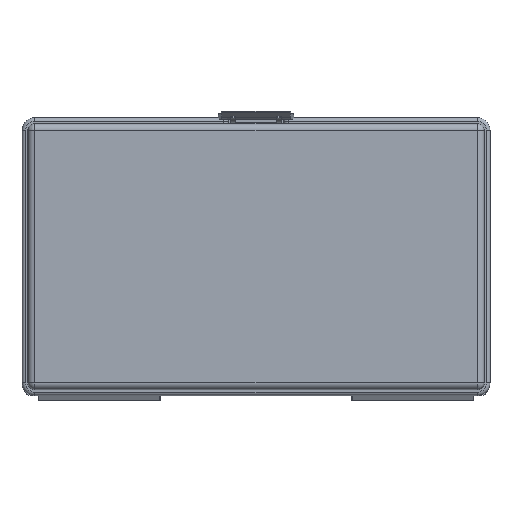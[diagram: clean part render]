
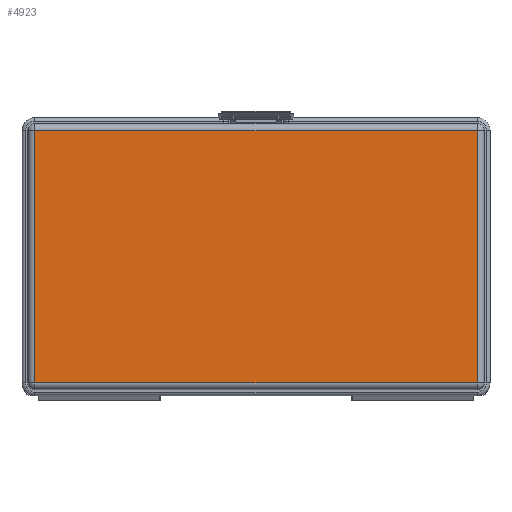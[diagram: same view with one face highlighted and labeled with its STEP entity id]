
A CAD part, front view. The second image highlights one B-rep face of the part: STEP entity #4923.
In plain terms, the highlighted planar face has unit normal (0, -1, 0).
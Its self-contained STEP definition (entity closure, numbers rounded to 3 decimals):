
#327 = CARTESIAN_POINT ( 'NONE',  ( 64., -23., 36.5 ) ) ;
#378 = DIRECTION ( 'NONE',  ( 0., 0., -1. ) ) ;
#392 = EDGE_CURVE ( 'NONE', #4445, #2745, #847, .T. ) ;
#536 = CARTESIAN_POINT ( 'NONE',  ( 0., -23., 0. ) ) ;
#847 = LINE ( 'NONE', #3249, #6899 ) ;
#904 = VECTOR ( 'NONE', #4919, 1000. ) ;
#1312 = CARTESIAN_POINT ( 'NONE',  ( -64., -23., -36.5 ) ) ;
#1498 = CARTESIAN_POINT ( 'NONE',  ( 64., -23., -36.5 ) ) ;
#1545 = VERTEX_POINT ( 'NONE', #4682 ) ;
#1731 = LINE ( 'NONE', #2880, #2269 ) ;
#2029 = ORIENTED_EDGE ( 'NONE', *, *, #3384, .T. ) ;
#2269 = VECTOR ( 'NONE', #7515, 1000. ) ;
#2291 = FACE_OUTER_BOUND ( 'NONE', #6029, .T. ) ;
#2618 = EDGE_CURVE ( 'NONE', #1545, #6260, #1731, .T. ) ;
#2678 = AXIS2_PLACEMENT_3D ( 'NONE', #536, #2869, #6430 ) ;
#2745 = VERTEX_POINT ( 'NONE', #1312 ) ;
#2806 = DIRECTION ( 'NONE',  ( -1., 0., 0. ) ) ;
#2869 = DIRECTION ( 'NONE',  ( 0., -1., 0. ) ) ;
#2880 = CARTESIAN_POINT ( 'NONE',  ( 64., -23., 36.5 ) ) ;
#3064 = VECTOR ( 'NONE', #2806, 1000. ) ;
#3249 = CARTESIAN_POINT ( 'NONE',  ( -64., -23., -36.5 ) ) ;
#3384 = EDGE_CURVE ( 'NONE', #6260, #4445, #5076, .T. ) ;
#3790 = ORIENTED_EDGE ( 'NONE', *, *, #2618, .T. ) ;
#4394 = ORIENTED_EDGE ( 'NONE', *, *, #392, .T. ) ;
#4445 = VERTEX_POINT ( 'NONE', #4867 ) ;
#4682 = CARTESIAN_POINT ( 'NONE',  ( 64., -23., -36.5 ) ) ;
#4867 = CARTESIAN_POINT ( 'NONE',  ( -64., -23., 36.5 ) ) ;
#4919 = DIRECTION ( 'NONE',  ( 1., 0., 0. ) ) ;
#4923 = ADVANCED_FACE ( 'NONE', ( #2291 ), #6850, .T. ) ;
#5076 = LINE ( 'NONE', #7401, #3064 ) ;
#5326 = ORIENTED_EDGE ( 'NONE', *, *, #7240, .T. ) ;
#5447 = LINE ( 'NONE', #1498, #904 ) ;
#6029 = EDGE_LOOP ( 'NONE', ( #3790, #2029, #4394, #5326 ) ) ;
#6260 = VERTEX_POINT ( 'NONE', #327 ) ;
#6430 = DIRECTION ( 'NONE',  ( 0., 0., -1. ) ) ;
#6850 = PLANE ( 'NONE',  #2678 ) ;
#6899 = VECTOR ( 'NONE', #378, 1000. ) ;
#7240 = EDGE_CURVE ( 'NONE', #2745, #1545, #5447, .T. ) ;
#7401 = CARTESIAN_POINT ( 'NONE',  ( -64., -23., 36.5 ) ) ;
#7515 = DIRECTION ( 'NONE',  ( 0., 0., 1. ) ) ;
